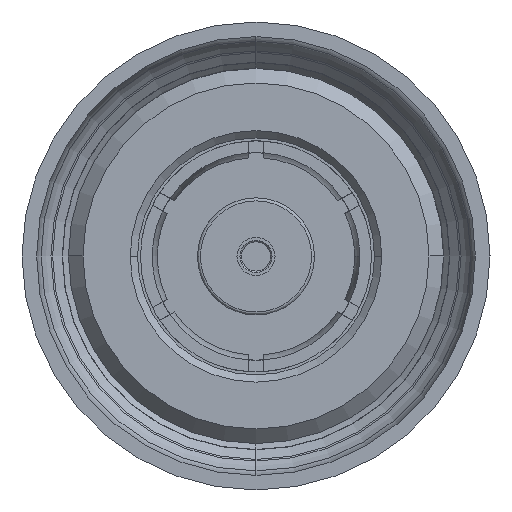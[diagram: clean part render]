
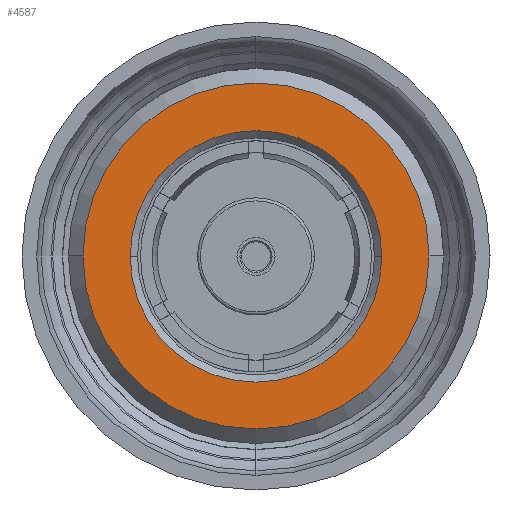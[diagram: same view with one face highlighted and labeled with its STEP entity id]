
A CAD part, left-side view. The second image highlights one B-rep face of the part: STEP entity #4587.
In plain terms, the highlighted face is planar.
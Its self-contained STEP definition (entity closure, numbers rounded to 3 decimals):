
#10 = DIRECTION ( 'NONE',  ( 0., 0., -1. ) ) ;
#554 = CIRCLE ( 'NONE', #1541, 2.184 ) ;
#660 = CARTESIAN_POINT ( 'NONE',  ( 0., -0.007, 10.262 ) ) ;
#684 = DIRECTION ( 'NONE',  ( -1., 0., 0. ) ) ;
#697 = EDGE_CURVE ( 'NONE', #4505, #3517, #4285, .T. ) ;
#721 = CARTESIAN_POINT ( 'NONE',  ( -2.184, 0., 10.262 ) ) ;
#736 = DIRECTION ( 'NONE',  ( -1., 0., 0. ) ) ;
#876 = AXIS2_PLACEMENT_3D ( 'NONE', #4098, #10, #736 ) ;
#1048 = DIRECTION ( 'NONE',  ( -1., 0., 0. ) ) ;
#1188 = EDGE_LOOP ( 'NONE', ( #3869, #1353 ) ) ;
#1353 = ORIENTED_EDGE ( 'NONE', *, *, #697, .T. ) ;
#1541 = AXIS2_PLACEMENT_3D ( 'NONE', #2146, #3654, #3220 ) ;
#1627 = AXIS2_PLACEMENT_3D ( 'NONE', #3409, #2355, #1672 ) ;
#1631 = CARTESIAN_POINT ( 'NONE',  ( -3.004, -0.007, 10.262 ) ) ;
#1672 = DIRECTION ( 'NONE',  ( -1., 0., 0. ) ) ;
#1724 = EDGE_CURVE ( 'NONE', #4306, #4330, #554, .T. ) ;
#1914 = ORIENTED_EDGE ( 'NONE', *, *, #3178, .T. ) ;
#2146 = CARTESIAN_POINT ( 'NONE',  ( 0., 0., 10.262 ) ) ;
#2205 = EDGE_LOOP ( 'NONE', ( #1914, #3734 ) ) ;
#2355 = DIRECTION ( 'NONE',  ( 0., 0., 1. ) ) ;
#2616 = EDGE_CURVE ( 'NONE', #3517, #4505, #3689, .T. ) ;
#2678 = AXIS2_PLACEMENT_3D ( 'NONE', #660, #3118, #684 ) ;
#2900 = FACE_OUTER_BOUND ( 'NONE', #1188, .T. ) ;
#3118 = DIRECTION ( 'NONE',  ( 0., 0., 1. ) ) ;
#3178 = EDGE_CURVE ( 'NONE', #4330, #4306, #3463, .T. ) ;
#3220 = DIRECTION ( 'NONE',  ( -1., 0., 0. ) ) ;
#3276 = PLANE ( 'NONE',  #876 ) ;
#3409 = CARTESIAN_POINT ( 'NONE',  ( 0., -0.007, 10.262 ) ) ;
#3463 = CIRCLE ( 'NONE', #4071, 2.184 ) ;
#3517 = VERTEX_POINT ( 'NONE', #1631 ) ;
#3654 = DIRECTION ( 'NONE',  ( 0., 0., -1. ) ) ;
#3689 = CIRCLE ( 'NONE', #1627, 3.004 ) ;
#3713 = FACE_BOUND ( 'NONE', #2205, .T. ) ;
#3734 = ORIENTED_EDGE ( 'NONE', *, *, #1724, .T. ) ;
#3869 = ORIENTED_EDGE ( 'NONE', *, *, #2616, .T. ) ;
#4071 = AXIS2_PLACEMENT_3D ( 'NONE', #4653, #4251, #1048 ) ;
#4098 = CARTESIAN_POINT ( 'NONE',  ( 0., 0., 10.262 ) ) ;
#4251 = DIRECTION ( 'NONE',  ( 0., 0., -1. ) ) ;
#4253 = CARTESIAN_POINT ( 'NONE',  ( 3.004, -0.007, 10.262 ) ) ;
#4285 = CIRCLE ( 'NONE', #2678, 3.004 ) ;
#4305 = CARTESIAN_POINT ( 'NONE',  ( 2.184, 0., 10.262 ) ) ;
#4306 = VERTEX_POINT ( 'NONE', #721 ) ;
#4330 = VERTEX_POINT ( 'NONE', #4305 ) ;
#4505 = VERTEX_POINT ( 'NONE', #4253 ) ;
#4587 = ADVANCED_FACE ( 'NONE', ( #2900, #3713 ), #3276, .F. ) ;
#4653 = CARTESIAN_POINT ( 'NONE',  ( 0., 0., 10.262 ) ) ;
